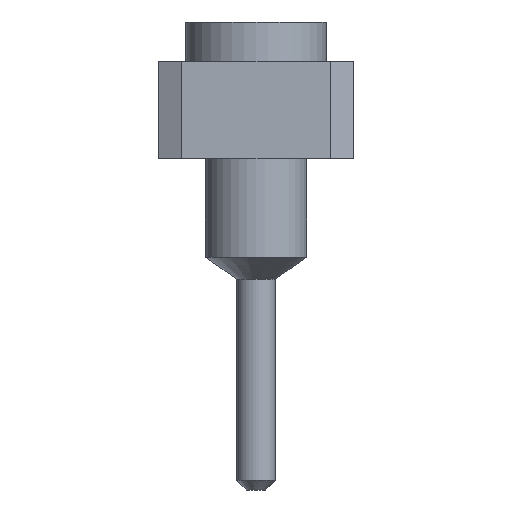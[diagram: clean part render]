
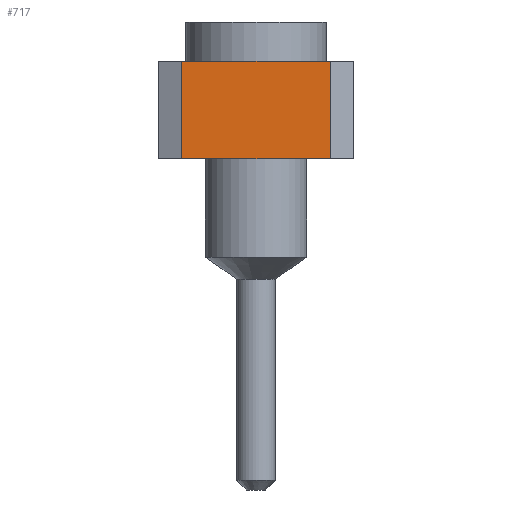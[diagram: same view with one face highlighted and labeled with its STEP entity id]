
A CAD part, left-side view. The second image highlights one B-rep face of the part: STEP entity #717.
In plain terms, the highlighted planar face has unit normal (-1, 0, 0).
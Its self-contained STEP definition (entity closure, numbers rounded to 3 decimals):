
#717=ADVANCED_FACE('',(#1489),#1491,.T.);
#1489=FACE_BOUND('',#1490,.T.);
#1490=EDGE_LOOP('',(#2171,#2172,#2173,#2174));
#1491=PLANE('',#1492);
#1492=AXIS2_PLACEMENT_3D('',#1493,#1494,#1495);
#1493=CARTESIAN_POINT('',(-1.385,0.97,1.57));
#1494=DIRECTION('',(-1.,0.,0.));
#1495=DIRECTION('',(0.,-1.,0.));
#2171=ORIENTED_EDGE('',*,*,#2348,.T.);
#2172=ORIENTED_EDGE('',*,*,#2491,.T.);
#2173=ORIENTED_EDGE('',*,*,#2404,.F.);
#2174=ORIENTED_EDGE('',*,*,#2492,.F.);
#2348=EDGE_CURVE('',#2617,#2615,#2618,.T.);
#2404=EDGE_CURVE('',#2727,#2729,#2730,.T.);
#2491=EDGE_CURVE('',#2615,#2729,#2860,.T.);
#2492=EDGE_CURVE('',#2617,#2727,#2861,.T.);
#2615=VERTEX_POINT('',#3097);
#2617=VERTEX_POINT('',#3101);
#2618=LINE('',#3102,#3103);
#2727=VERTEX_POINT('',#3339);
#2729=VERTEX_POINT('',#3343);
#2730=LINE('',#3344,#3345);
#2860=LINE('',#3662,#3663);
#2861=LINE('',#3665,#3666);
#3097=CARTESIAN_POINT('',(-1.385,-0.97,1.57));
#3101=CARTESIAN_POINT('',(-1.385,0.97,1.57));
#3102=CARTESIAN_POINT('',(-1.385,0.97,1.57));
#3103=VECTOR('',#3104,1.);
#3104=DIRECTION('',(0.,-1.,0.));
#3339=CARTESIAN_POINT('',(-1.385,0.97,2.84));
#3343=CARTESIAN_POINT('',(-1.385,-0.97,2.84));
#3344=CARTESIAN_POINT('',(-1.385,0.97,2.84));
#3345=VECTOR('',#3346,1.);
#3346=DIRECTION('',(0.,-1.,0.));
#3662=CARTESIAN_POINT('',(-1.385,-0.97,1.57));
#3663=VECTOR('',#3664,1.);
#3664=DIRECTION('',(0.,0.,1.));
#3665=CARTESIAN_POINT('',(-1.385,0.97,1.57));
#3666=VECTOR('',#3667,1.);
#3667=DIRECTION('',(0.,0.,1.));
